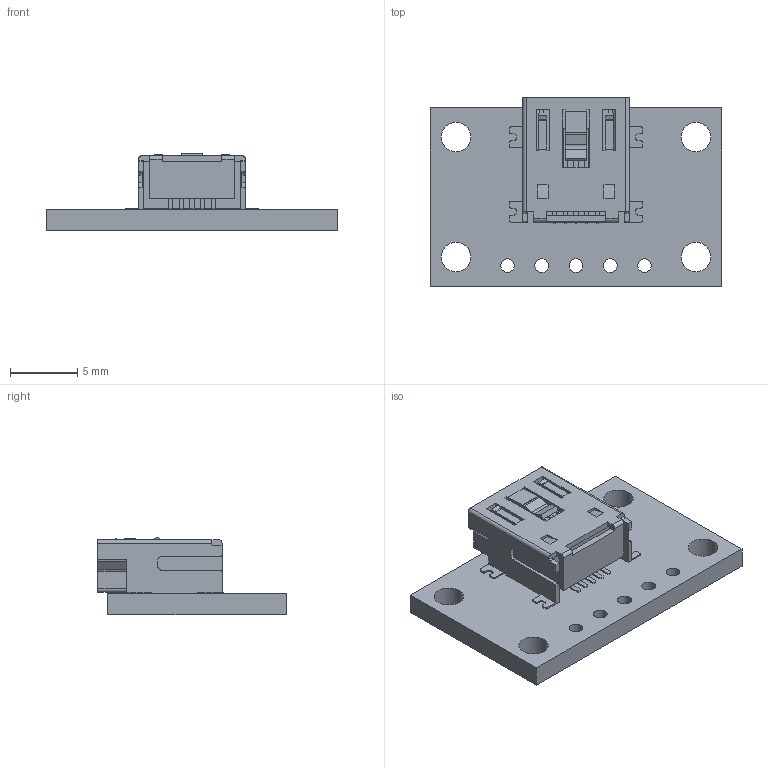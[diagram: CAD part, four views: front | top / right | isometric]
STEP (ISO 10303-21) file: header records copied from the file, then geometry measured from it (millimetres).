
FILE_DESCRIPTION (( 'STEP AP214' ), '1' );
FILE_NAME ('usb04a-for-step.STEP', '2023-12-28T19:47:57', ( '' ), ( '' ), 'SwSTEP 2.0', 'SolidWorks 2023', '' );
FILE_SCHEMA (( 'AUTOMOTIVE_DESIGN' ));
Length unit declared in the file: inch
Products named in the file (1): usb04a-for-step
Bounding box: 21.59 x 13.95 x 5.77 mm (x, y, z)
Volume: 578.1 mm3; surface area: 1328.7 mm2
Topology: 1 solids, 1 shells, 746 faces, 2081 edges, 1382 vertices
Faces by surface type: plane 473, bspline 185, cylinder 88
Entity records: 40256 total; most frequent: CARTESIAN_POINT 12363, ORIENTED_EDGE 4162, DIRECTION 3011, EDGE_CURVE 2081, VECTOR 1535, LINE 1535, VERTEX_POINT 1382, EDGE_LOOP 841
